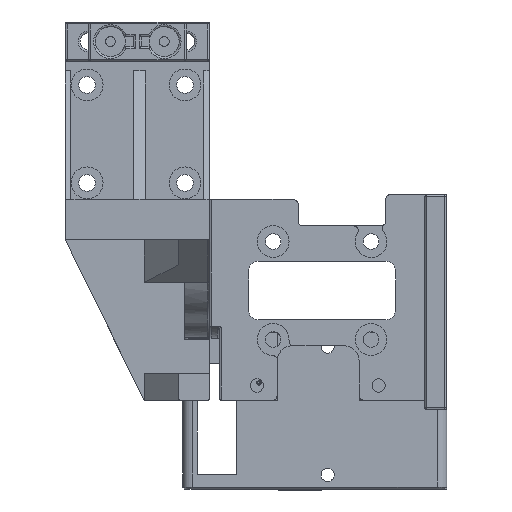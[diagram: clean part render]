
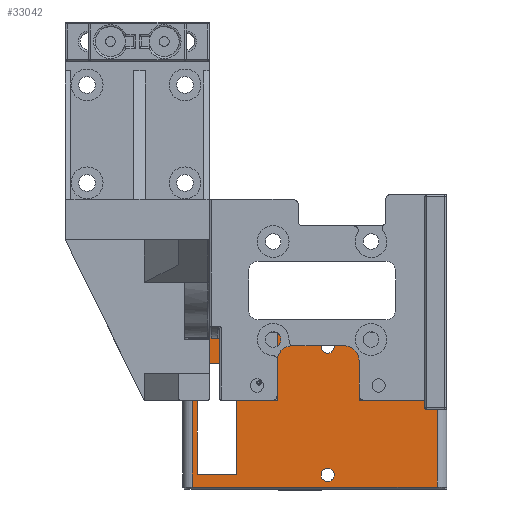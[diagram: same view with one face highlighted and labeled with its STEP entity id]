
A CAD part, front view. The second image highlights one B-rep face of the part: STEP entity #33042.
In plain terms, the highlighted planar face has unit normal (0, -1, 0).
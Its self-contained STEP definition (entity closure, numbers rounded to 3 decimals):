
#1213=FACE_BOUND('',#5284,.T.);
#1214=FACE_BOUND('',#5285,.T.);
#1215=FACE_BOUND('',#5286,.T.);
#1522=CIRCLE('',#35146,1.35);
#1523=CIRCLE('',#35147,1.35);
#3289=FACE_OUTER_BOUND('',#5283,.T.);
#5283=EDGE_LOOP('',(#28765,#28766,#28767,#28768,#28769,#28770,#28771,#28772));
#5284=EDGE_LOOP('',(#28773,#28774,#28775,#28776,#28777,#28778,#28779,#28780));
#5285=EDGE_LOOP('',(#28781));
#5286=EDGE_LOOP('',(#28782));
#9073=LINE('',#54607,#12911);
#9077=LINE('',#54618,#12915);
#9113=LINE('',#54725,#12951);
#9120=LINE('',#54748,#12958);
#9121=LINE('',#54751,#12959);
#9122=LINE('',#54753,#12960);
#9123=LINE('',#54755,#12961);
#9124=LINE('',#54756,#12962);
#9125=LINE('',#54759,#12963);
#9126=LINE('',#54761,#12964);
#9127=LINE('',#54763,#12965);
#9128=LINE('',#54765,#12966);
#9129=LINE('',#54767,#12967);
#9130=LINE('',#54769,#12968);
#9131=LINE('',#54771,#12969);
#9132=LINE('',#54772,#12970);
#12911=VECTOR('',#42476,10.);
#12915=VECTOR('',#42486,10.);
#12951=VECTOR('',#42578,10.);
#12958=VECTOR('',#42613,10.);
#12959=VECTOR('',#42616,10.);
#12960=VECTOR('',#42617,10.);
#12961=VECTOR('',#42618,10.);
#12962=VECTOR('',#42619,10.);
#12963=VECTOR('',#42620,10.);
#12964=VECTOR('',#42621,10.);
#12965=VECTOR('',#42622,10.);
#12966=VECTOR('',#42623,10.);
#12967=VECTOR('',#42624,10.);
#12968=VECTOR('',#42625,10.);
#12969=VECTOR('',#42626,10.);
#12970=VECTOR('',#42627,10.);
#15854=VERTEX_POINT('',#54588);
#15856=VERTEX_POINT('',#54603);
#15860=VERTEX_POINT('',#54617);
#15902=VERTEX_POINT('',#54719);
#15903=VERTEX_POINT('',#54723);
#15906=VERTEX_POINT('',#54750);
#15907=VERTEX_POINT('',#54752);
#15908=VERTEX_POINT('',#54754);
#15909=VERTEX_POINT('',#54757);
#15910=VERTEX_POINT('',#54758);
#15911=VERTEX_POINT('',#54760);
#15912=VERTEX_POINT('',#54762);
#15913=VERTEX_POINT('',#54764);
#15914=VERTEX_POINT('',#54766);
#15915=VERTEX_POINT('',#54768);
#15916=VERTEX_POINT('',#54770);
#15917=VERTEX_POINT('',#54773);
#15918=VERTEX_POINT('',#54775);
#20180=EDGE_CURVE('',#15856,#15854,#9073,.T.);
#20185=EDGE_CURVE('',#15860,#15854,#9077,.T.);
#20241=EDGE_CURVE('',#15903,#15902,#9113,.T.);
#20253=EDGE_CURVE('',#15902,#15856,#9120,.T.);
#20254=EDGE_CURVE('',#15906,#15903,#9121,.T.);
#20255=EDGE_CURVE('',#15907,#15906,#9122,.T.);
#20256=EDGE_CURVE('',#15908,#15907,#9123,.T.);
#20257=EDGE_CURVE('',#15860,#15908,#9124,.T.);
#20258=EDGE_CURVE('',#15909,#15910,#9125,.T.);
#20259=EDGE_CURVE('',#15910,#15911,#9126,.T.);
#20260=EDGE_CURVE('',#15911,#15912,#9127,.T.);
#20261=EDGE_CURVE('',#15912,#15913,#9128,.T.);
#20262=EDGE_CURVE('',#15913,#15914,#9129,.T.);
#20263=EDGE_CURVE('',#15914,#15915,#9130,.T.);
#20264=EDGE_CURVE('',#15915,#15916,#9131,.T.);
#20265=EDGE_CURVE('',#15916,#15909,#9132,.T.);
#20266=EDGE_CURVE('',#15917,#15917,#1522,.T.);
#20267=EDGE_CURVE('',#15918,#15918,#1523,.T.);
#28765=ORIENTED_EDGE('',*,*,#20180,.F.);
#28766=ORIENTED_EDGE('',*,*,#20253,.F.);
#28767=ORIENTED_EDGE('',*,*,#20241,.F.);
#28768=ORIENTED_EDGE('',*,*,#20254,.F.);
#28769=ORIENTED_EDGE('',*,*,#20255,.F.);
#28770=ORIENTED_EDGE('',*,*,#20256,.F.);
#28771=ORIENTED_EDGE('',*,*,#20257,.F.);
#28772=ORIENTED_EDGE('',*,*,#20185,.T.);
#28773=ORIENTED_EDGE('',*,*,#20258,.T.);
#28774=ORIENTED_EDGE('',*,*,#20259,.T.);
#28775=ORIENTED_EDGE('',*,*,#20260,.T.);
#28776=ORIENTED_EDGE('',*,*,#20261,.T.);
#28777=ORIENTED_EDGE('',*,*,#20262,.T.);
#28778=ORIENTED_EDGE('',*,*,#20263,.T.);
#28779=ORIENTED_EDGE('',*,*,#20264,.T.);
#28780=ORIENTED_EDGE('',*,*,#20265,.T.);
#28781=ORIENTED_EDGE('',*,*,#20266,.T.);
#28782=ORIENTED_EDGE('',*,*,#20267,.T.);
#31442=PLANE('',#35145);
#33042=ADVANCED_FACE('',(#3289,#1213,#1214,#1215),#31442,.T.);
#35145=AXIS2_PLACEMENT_3D('',#54749,#42614,#42615);
#35146=AXIS2_PLACEMENT_3D('',#54774,#42628,#42629);
#35147=AXIS2_PLACEMENT_3D('',#54776,#42630,#42631);
#42476=DIRECTION('',(1.,0.,0.));
#42486=DIRECTION('',(0.,0.,1.));
#42578=DIRECTION('',(-1.,0.,0.));
#42613=DIRECTION('',(0.,0.,1.));
#42614=DIRECTION('center_axis',(0.,-1.,0.));
#42615=DIRECTION('ref_axis',(0.,0.,-1.));
#42616=DIRECTION('',(0.,0.,-1.));
#42617=DIRECTION('',(1.,0.,0.));
#42618=DIRECTION('',(0.,0.,-1.));
#42619=DIRECTION('',(-1.,0.,0.));
#42620=DIRECTION('',(1.,0.,0.));
#42621=DIRECTION('',(0.,0.,-1.));
#42622=DIRECTION('',(-1.,0.,0.));
#42623=DIRECTION('',(0.,0.,-1.));
#42624=DIRECTION('',(-1.,0.,0.));
#42625=DIRECTION('',(0.,0.,1.));
#42626=DIRECTION('',(1.,0.,0.));
#42627=DIRECTION('',(0.,0.,-1.));
#42628=DIRECTION('center_axis',(0.,1.,0.));
#42629=DIRECTION('ref_axis',(0.,0.,1.));
#42630=DIRECTION('center_axis',(0.,1.,0.));
#42631=DIRECTION('ref_axis',(0.,0.,1.));
#54588=CARTESIAN_POINT('',(63.471,36.854,-90.944));
#54603=CARTESIAN_POINT('',(11.471,36.854,-90.944));
#54607=CARTESIAN_POINT('',(49.971,36.854,-90.944));
#54617=CARTESIAN_POINT('',(63.471,36.854,-98.4));
#54618=CARTESIAN_POINT('',(63.471,36.854,-90.544));
#54719=CARTESIAN_POINT('',(11.471,36.854,-122.144));
#54723=CARTESIAN_POINT('',(61.471,36.854,-122.144));
#54725=CARTESIAN_POINT('',(22.971,36.854,-122.144));
#54748=CARTESIAN_POINT('',(11.471,36.854,-98.544));
#54749=CARTESIAN_POINT('Origin',(36.471,36.854,-106.544));
#54750=CARTESIAN_POINT('',(61.471,36.854,-104.391));
#54751=CARTESIAN_POINT('',(61.471,36.854,-105.468));
#54752=CARTESIAN_POINT('',(45.521,36.854,-104.391));
#54753=CARTESIAN_POINT('',(40.996,36.854,-104.391));
#54754=CARTESIAN_POINT('',(45.521,36.854,-98.4));
#54755=CARTESIAN_POINT('',(45.521,36.854,-102.472));
#54756=CARTESIAN_POINT('',(49.971,36.854,-98.4));
#54757=CARTESIAN_POINT('',(20.471,36.854,-98.4));
#54758=CARTESIAN_POINT('',(28.821,36.854,-98.4));
#54759=CARTESIAN_POINT('',(32.646,36.854,-98.4));
#54760=CARTESIAN_POINT('',(28.821,36.854,-104.391));
#54761=CARTESIAN_POINT('',(28.821,36.854,-105.468));
#54762=CARTESIAN_POINT('',(20.471,36.854,-104.391));
#54763=CARTESIAN_POINT('',(28.471,36.854,-104.391));
#54764=CARTESIAN_POINT('',(20.471,36.854,-119.544));
#54765=CARTESIAN_POINT('',(20.471,36.854,-119.544));
#54766=CARTESIAN_POINT('',(12.471,36.854,-119.544));
#54767=CARTESIAN_POINT('',(12.471,36.854,-119.544));
#54768=CARTESIAN_POINT('',(12.471,36.854,-96.894));
#54769=CARTESIAN_POINT('',(12.471,36.854,-96.894));
#54770=CARTESIAN_POINT('',(20.471,36.854,-96.894));
#54771=CARTESIAN_POINT('',(20.471,36.854,-96.894));
#54772=CARTESIAN_POINT('',(20.471,36.854,-119.544));
#54773=CARTESIAN_POINT('',(37.771,36.854,-93.444));
#54774=CARTESIAN_POINT('Origin',(39.121,36.854,-93.444));
#54775=CARTESIAN_POINT('',(37.771,36.854,-119.644));
#54776=CARTESIAN_POINT('Origin',(39.121,36.854,-119.644));
